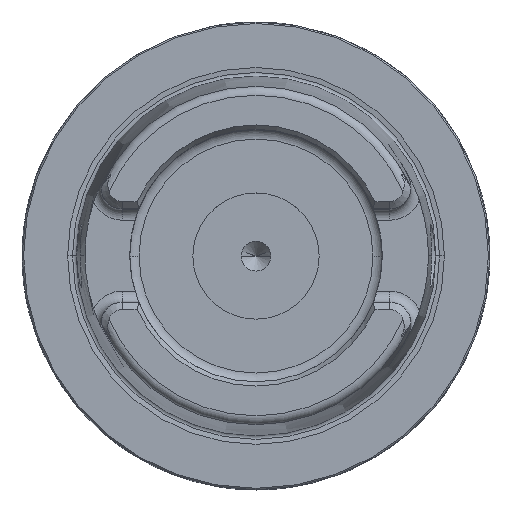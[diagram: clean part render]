
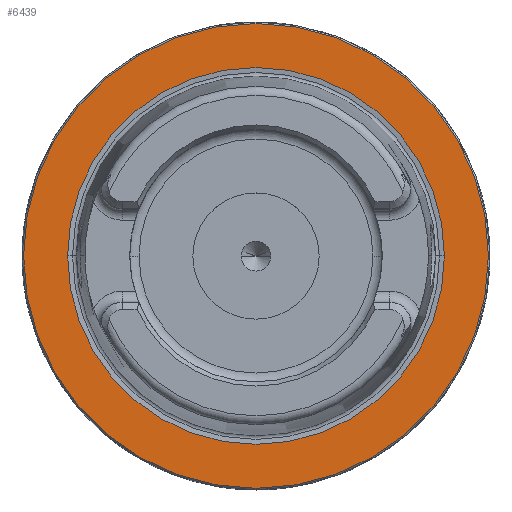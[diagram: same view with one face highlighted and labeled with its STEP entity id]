
A CAD part, top view. The second image highlights one B-rep face of the part: STEP entity #6439.
In plain terms, the highlighted planar face has unit normal (0, 0, 1).
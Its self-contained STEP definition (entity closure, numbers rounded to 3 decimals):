
#1817=CARTESIAN_POINT('',(0.,0.,0.));
#1818=DIRECTION('',(0.,0.,1.));
#1819=DIRECTION('',(1.,0.,0.));
#1820=AXIS2_PLACEMENT_3D('',#1817,#1818,#1819);
#1833=CARTESIAN_POINT('',(0.,0.,0.));
#1834=DIRECTION('',(0.,0.,-1.));
#1835=DIRECTION('',(1.,0.,0.));
#1836=AXIS2_PLACEMENT_3D('',#1833,#1834,#1835);
#1855=CARTESIAN_POINT('',(0.,0.,0.));
#1856=DIRECTION('',(0.,0.,1.));
#1857=DIRECTION('',(1.,0.,0.));
#1858=AXIS2_PLACEMENT_3D('',#1855,#1856,#1857);
#4449=CARTESIAN_POINT('',(0.,0.,0.));
#4450=DIRECTION('',(0.,0.,-1.));
#4451=DIRECTION('',(1.,0.,0.));
#4452=AXIS2_PLACEMENT_3D('',#4449,#4450,#4451);
#4905=CARTESIAN_POINT('',(25.374,0.,0.));
#4907=VERTEX_POINT('',#4905);
#4917=CARTESIAN_POINT('',(-25.374,0.,0.));
#4919=VERTEX_POINT('',#4917);
#5185=CARTESIAN_POINT('',(31.3,0.,0.));
#5186=CARTESIAN_POINT('',(-31.3,0.,0.));
#5187=VERTEX_POINT('',#5185);
#5188=VERTEX_POINT('',#5186);
#6423=CARTESIAN_POINT('',(0.,0.,0.));
#6424=DIRECTION('',(0.,0.,-1.));
#6425=DIRECTION('',(-1.,0.,0.));
#6426=AXIS2_PLACEMENT_3D('',#6423,#6424,#6425);
#6427=PLANE('',#6426);
#6428=ORIENTED_EDGE('',*,*,#6413,.F.);
#6430=ORIENTED_EDGE('',*,*,#6429,.T.);
#6431=EDGE_LOOP('',(#6428,#6430));
#6432=FACE_OUTER_BOUND('',#6431,.F.);
#6434=ORIENTED_EDGE('',*,*,#6433,.F.);
#6436=ORIENTED_EDGE('',*,*,#6435,.T.);
#6437=EDGE_LOOP('',(#6434,#6436));
#6438=FACE_BOUND('',#6437,.F.);
#1821=CIRCLE('',#1820,31.3);
#1837=CIRCLE('',#1836,25.374);
#1859=CIRCLE('',#1858,25.374);
#4453=CIRCLE('',#4452,31.3);
#6413=EDGE_CURVE('',#5187,#5188,#1821,.T.);
#6429=EDGE_CURVE('',#5187,#5188,#4453,.T.);
#6433=EDGE_CURVE('',#4907,#4919,#1837,.T.);
#6435=EDGE_CURVE('',#4907,#4919,#1859,.T.);
#6439=ADVANCED_FACE('',(#6432,#6438),#6427,.F.);
